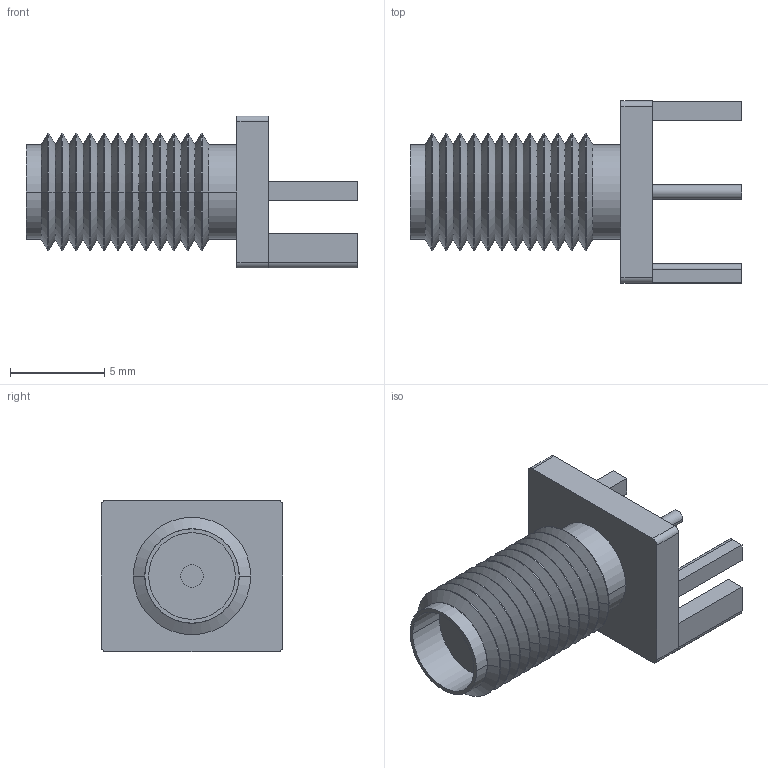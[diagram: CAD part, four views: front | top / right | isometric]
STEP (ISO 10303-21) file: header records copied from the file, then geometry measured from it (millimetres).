
FILE_DESCRIPTION((''),'2;1');
FILE_NAME('JOHNSON_142-0701-871_Part1.stp','2013-04-17T10:56:52',(''),(''),'Mechanical Desktop 2011','Mechanical Desktop 2011',', , ');
FILE_SCHEMA(('AUTOMOTIVE_DESIGN { 1 2 10303 214 1 1 1 1 }'));
Length unit declared in the file: millimetre
Products named in the file (1): Product
Bounding box: 17.58 x 9.65 x 8.05 mm (x, y, z)
Volume: 393.3 mm3; surface area: 1357.4 mm2
Topology: 10 solids, 10 shells, 136 faces, 275 edges, 160 vertices
Faces by surface type: cone 48, cylinder 47, plane 41
Entity records: 3554 total; most frequent: DIRECTION 669, CARTESIAN_POINT 572, ORIENTED_EDGE 550, EDGE_CURVE 275, AXIS2_PLACEMENT_3D 257, VERTEX_POINT 160, VECTOR 155, LINE 155
